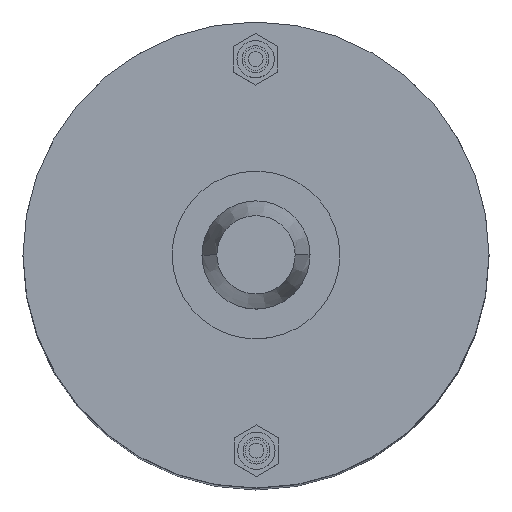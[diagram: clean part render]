
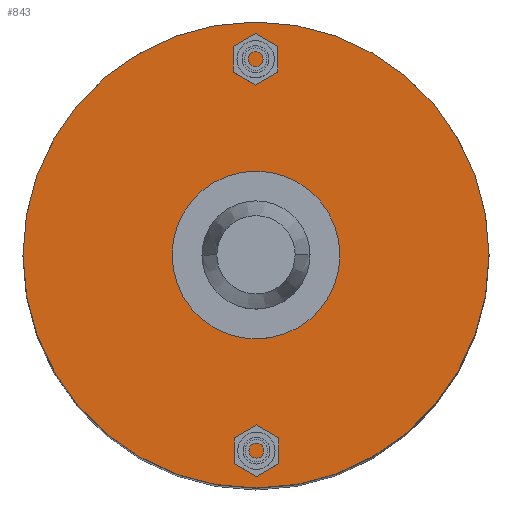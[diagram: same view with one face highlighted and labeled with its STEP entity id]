
A CAD part, top view. The second image highlights one B-rep face of the part: STEP entity #843.
In plain terms, the highlighted planar face has unit normal (0, 0, 1).
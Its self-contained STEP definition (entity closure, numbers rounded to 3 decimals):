
#100 = EDGE_LOOP ( 'NONE', ( #2481, #2677 ) ) ;
#104 = CIRCLE ( 'NONE', #2592, 22.5 ) ;
#241 = DIRECTION ( 'NONE',  ( 0., 0., 1. ) ) ;
#301 = EDGE_CURVE ( 'NONE', #2654, #2302, #1254, .T. ) ;
#481 = CARTESIAN_POINT ( 'NONE',  ( 62.5, 0., 35.5 ) ) ;
#497 = DIRECTION ( 'NONE',  ( 1., 0., 0. ) ) ;
#514 = DIRECTION ( 'NONE',  ( 0., 0., 1. ) ) ;
#573 = EDGE_LOOP ( 'NONE', ( #1469, #1611 ) ) ;
#608 = FACE_OUTER_BOUND ( 'NONE', #100, .T. ) ;
#652 = CARTESIAN_POINT ( 'NONE',  ( 0., 0., 35.5 ) ) ;
#678 = CARTESIAN_POINT ( 'NONE',  ( 22.5, 0., 35.5 ) ) ;
#695 = DIRECTION ( 'NONE',  ( 1., 0., 0. ) ) ;
#702 = CARTESIAN_POINT ( 'NONE',  ( 0., 0., 35.5 ) ) ;
#843 = ADVANCED_FACE ( 'NONE', ( #1722, #608 ), #1330, .T. ) ;
#918 = DIRECTION ( 'NONE',  ( 0., 0., 1. ) ) ;
#942 = CARTESIAN_POINT ( 'NONE',  ( 0., 0., 35.5 ) ) ;
#988 = CIRCLE ( 'NONE', #1124, 22.5 ) ;
#1124 = AXIS2_PLACEMENT_3D ( 'NONE', #652, #2224, #1315 ) ;
#1125 = AXIS2_PLACEMENT_3D ( 'NONE', #1819, #514, #497 ) ;
#1184 = EDGE_CURVE ( 'NONE', #1381, #2369, #104, .T. ) ;
#1254 = CIRCLE ( 'NONE', #1125, 62.5 ) ;
#1315 = DIRECTION ( 'NONE',  ( 1., 0., 0. ) ) ;
#1330 = PLANE ( 'NONE',  #2712 ) ;
#1375 = DIRECTION ( 'NONE',  ( 0., 0., 1. ) ) ;
#1381 = VERTEX_POINT ( 'NONE', #1711 ) ;
#1422 = DIRECTION ( 'NONE',  ( 1., 0., 0. ) ) ;
#1469 = ORIENTED_EDGE ( 'NONE', *, *, #1184, .F. ) ;
#1611 = ORIENTED_EDGE ( 'NONE', *, *, #1692, .F. ) ;
#1692 = EDGE_CURVE ( 'NONE', #2369, #1381, #988, .T. ) ;
#1711 = CARTESIAN_POINT ( 'NONE',  ( -22.5, 0., 35.5 ) ) ;
#1722 = FACE_BOUND ( 'NONE', #573, .T. ) ;
#1819 = CARTESIAN_POINT ( 'NONE',  ( 0., 0., 35.5 ) ) ;
#1986 = CIRCLE ( 'NONE', #2454, 62.5 ) ;
#2185 = CARTESIAN_POINT ( 'NONE',  ( -62.5, 0., 35.5 ) ) ;
#2224 = DIRECTION ( 'NONE',  ( 0., 0., 1. ) ) ;
#2265 = DIRECTION ( 'NONE',  ( 1., 0., 0. ) ) ;
#2275 = CARTESIAN_POINT ( 'NONE',  ( 0., 0., 35.5 ) ) ;
#2302 = VERTEX_POINT ( 'NONE', #2185 ) ;
#2369 = VERTEX_POINT ( 'NONE', #678 ) ;
#2454 = AXIS2_PLACEMENT_3D ( 'NONE', #2275, #918, #2265 ) ;
#2481 = ORIENTED_EDGE ( 'NONE', *, *, #2500, .T. ) ;
#2500 = EDGE_CURVE ( 'NONE', #2302, #2654, #1986, .T. ) ;
#2592 = AXIS2_PLACEMENT_3D ( 'NONE', #942, #1375, #1422 ) ;
#2654 = VERTEX_POINT ( 'NONE', #481 ) ;
#2677 = ORIENTED_EDGE ( 'NONE', *, *, #301, .T. ) ;
#2712 = AXIS2_PLACEMENT_3D ( 'NONE', #702, #241, #695 ) ;
